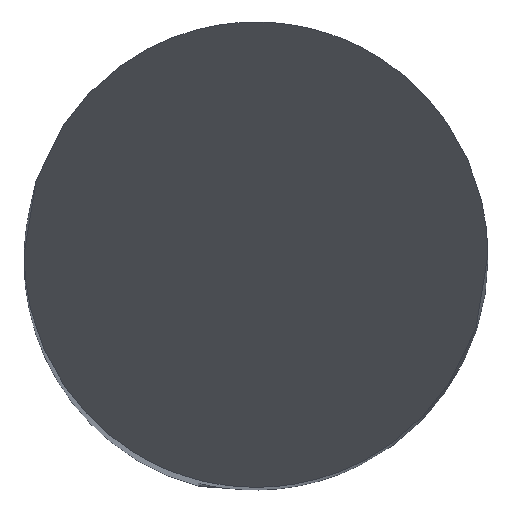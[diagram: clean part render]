
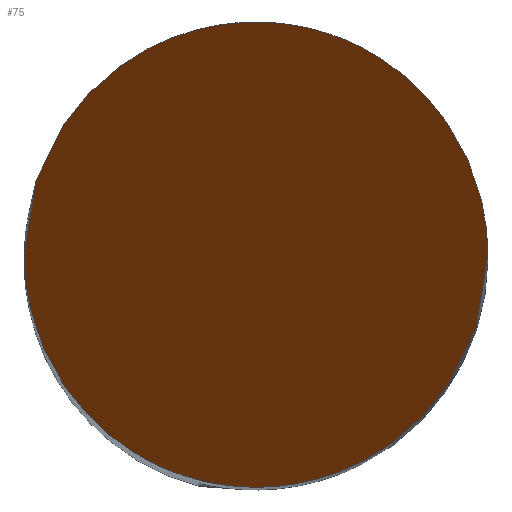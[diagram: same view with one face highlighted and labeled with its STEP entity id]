
A CAD part, top view. The second image highlights one B-rep face of the part: STEP entity #75.
In plain terms, the highlighted planar face has unit normal (0, -0.866, 0.5).
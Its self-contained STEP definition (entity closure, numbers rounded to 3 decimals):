
#75=ADVANCED_FACE('',(#113),#93,.F.);
#93=PLANE('',#518);
#113=FACE_OUTER_BOUND('',#138,.T.);
#138=EDGE_LOOP('',(#272,#273));
#272=ORIENTED_EDGE('',*,*,#409,.F.);
#273=ORIENTED_EDGE('',*,*,#410,.F.);
#354=VERTEX_POINT('',#967);
#355=VERTEX_POINT('',#968);
#409=EDGE_CURVE('',#354,#355,#463,.T.);
#410=EDGE_CURVE('',#355,#354,#464,.T.);
#463=(
BOUNDED_CURVE()
B_SPLINE_CURVE(3,(#963,#964,#965,#966),.UNSPECIFIED.,.F.,.F.)
B_SPLINE_CURVE_WITH_KNOTS((4,4),(0.,1.),.UNSPECIFIED.)
CURVE()
GEOMETRIC_REPRESENTATION_ITEM()
RATIONAL_B_SPLINE_CURVE((1.,0.333,0.333,1.))
REPRESENTATION_ITEM('')
);
#464=(
BOUNDED_CURVE()
B_SPLINE_CURVE(3,(#969,#970,#971,#972),.UNSPECIFIED.,.F.,.F.)
B_SPLINE_CURVE_WITH_KNOTS((4,4),(0.,1.),.UNSPECIFIED.)
CURVE()
GEOMETRIC_REPRESENTATION_ITEM()
RATIONAL_B_SPLINE_CURVE((1.,0.333,0.333,1.))
REPRESENTATION_ITEM('')
);
#518=AXIS2_PLACEMENT_3D('',#973,#588,#589);
#588=DIRECTION('',(0.,0.866,-0.5));
#589=DIRECTION('',(0.,-0.5,-0.866));
#963=CARTESIAN_POINT('',(-2.5,0.,0.));
#964=CARTESIAN_POINT('',(-2.5,5.,8.66));
#965=CARTESIAN_POINT('',(2.5,5.,8.66));
#966=CARTESIAN_POINT('',(2.5,0.,0.));
#967=CARTESIAN_POINT('',(-2.5,0.,0.));
#968=CARTESIAN_POINT('',(2.5,0.,0.));
#969=CARTESIAN_POINT('',(2.5,0.,0.));
#970=CARTESIAN_POINT('',(2.5,-5.,-8.66));
#971=CARTESIAN_POINT('',(-2.5,-5.,-8.66));
#972=CARTESIAN_POINT('',(-2.5,0.,0.));
#973=CARTESIAN_POINT('',(-2.5,2.5,4.33));
